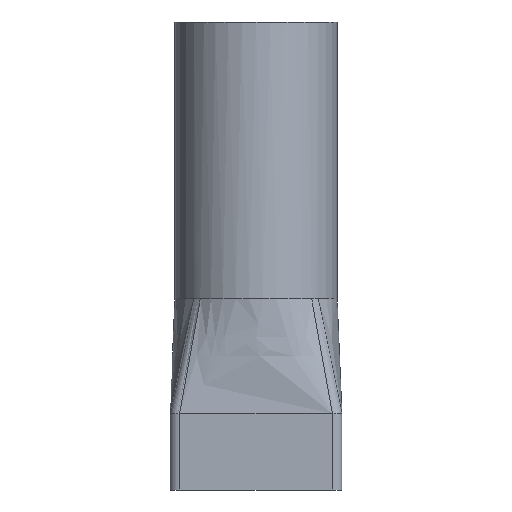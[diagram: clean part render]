
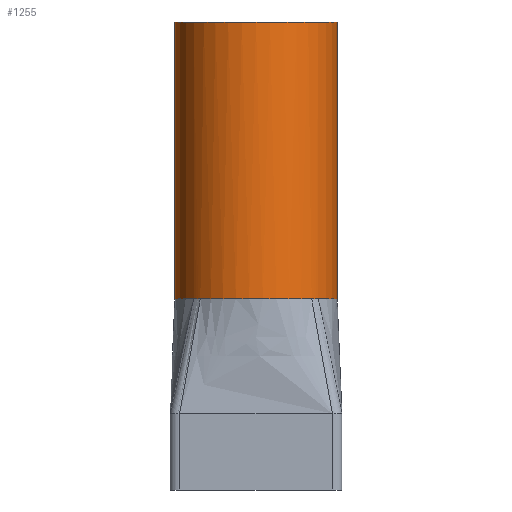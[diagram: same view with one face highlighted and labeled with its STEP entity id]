
A CAD part, front view. The second image highlights one B-rep face of the part: STEP entity #1255.
In plain terms, the highlighted cylindrical face has radius 8.5 mm (diameter 17 mm), a full revolution.
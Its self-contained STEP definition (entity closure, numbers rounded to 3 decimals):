
#537 = VERTEX_POINT('',#538);
#538 = CARTESIAN_POINT('',(-6.53,5.442,20.));
#543 = EDGE_CURVE('',#537,#544,#546,.T.);
#544 = VERTEX_POINT('',#545);
#545 = CARTESIAN_POINT('',(-6.53,-5.442,20.));
#546 = CIRCLE('',#547,8.5);
#547 = AXIS2_PLACEMENT_3D('',#548,#549,#550);
#548 = CARTESIAN_POINT('',(0.,0.,20.));
#549 = DIRECTION('',(0.,0.,1.));
#550 = DIRECTION('',(1.,0.,0.));
#581 = VERTEX_POINT('',#582);
#582 = CARTESIAN_POINT('',(-5.826,6.19,20.));
#587 = EDGE_CURVE('',#581,#537,#588,.T.);
#588 = CIRCLE('',#589,8.5);
#589 = AXIS2_PLACEMENT_3D('',#590,#591,#592);
#590 = CARTESIAN_POINT('',(0.,0.,20.));
#591 = DIRECTION('',(0.,0.,1.));
#592 = DIRECTION('',(1.,0.,0.));
#617 = VERTEX_POINT('',#618);
#618 = CARTESIAN_POINT('',(5.826,6.19,20.));
#623 = EDGE_CURVE('',#617,#581,#624,.T.);
#624 = CIRCLE('',#625,8.5);
#625 = AXIS2_PLACEMENT_3D('',#626,#627,#628);
#626 = CARTESIAN_POINT('',(0.,0.,20.));
#627 = DIRECTION('',(0.,0.,1.));
#628 = DIRECTION('',(1.,0.,0.));
#655 = VERTEX_POINT('',#656);
#656 = CARTESIAN_POINT('',(6.53,5.442,20.));
#661 = EDGE_CURVE('',#655,#617,#662,.T.);
#662 = CIRCLE('',#663,8.5);
#663 = AXIS2_PLACEMENT_3D('',#664,#665,#666);
#664 = CARTESIAN_POINT('',(0.,0.,20.));
#665 = DIRECTION('',(0.,0.,1.));
#666 = DIRECTION('',(1.,0.,0.));
#691 = VERTEX_POINT('',#692);
#692 = CARTESIAN_POINT('',(8.5,0.,20.));
#697 = EDGE_CURVE('',#691,#655,#698,.T.);
#698 = CIRCLE('',#699,8.5);
#699 = AXIS2_PLACEMENT_3D('',#700,#701,#702);
#700 = CARTESIAN_POINT('',(0.,0.,20.));
#701 = DIRECTION('',(0.,0.,1.));
#702 = DIRECTION('',(1.,0.,0.));
#725 = VERTEX_POINT('',#726);
#726 = CARTESIAN_POINT('',(6.53,-5.442,20.));
#731 = EDGE_CURVE('',#725,#691,#732,.T.);
#732 = CIRCLE('',#733,8.5);
#733 = AXIS2_PLACEMENT_3D('',#734,#735,#736);
#734 = CARTESIAN_POINT('',(0.,0.,20.));
#735 = DIRECTION('',(0.,0.,1.));
#736 = DIRECTION('',(1.,0.,0.));
#759 = VERTEX_POINT('',#760);
#760 = CARTESIAN_POINT('',(5.826,-6.19,20.));
#765 = EDGE_CURVE('',#759,#725,#766,.T.);
#766 = CIRCLE('',#767,8.5);
#767 = AXIS2_PLACEMENT_3D('',#768,#769,#770);
#768 = CARTESIAN_POINT('',(0.,0.,20.));
#769 = DIRECTION('',(0.,0.,1.));
#770 = DIRECTION('',(1.,0.,0.));
#795 = VERTEX_POINT('',#796);
#796 = CARTESIAN_POINT('',(-5.826,-6.19,20.));
#801 = EDGE_CURVE('',#795,#759,#802,.T.);
#802 = CIRCLE('',#803,8.5);
#803 = AXIS2_PLACEMENT_3D('',#804,#805,#806);
#804 = CARTESIAN_POINT('',(0.,0.,20.));
#805 = DIRECTION('',(0.,0.,1.));
#806 = DIRECTION('',(1.,0.,0.));
#833 = EDGE_CURVE('',#544,#795,#834,.T.);
#834 = CIRCLE('',#835,8.5);
#835 = AXIS2_PLACEMENT_3D('',#836,#837,#838);
#836 = CARTESIAN_POINT('',(0.,0.,20.));
#837 = DIRECTION('',(0.,0.,1.));
#838 = DIRECTION('',(1.,0.,0.));
#1255 = ADVANCED_FACE('',(#1256),#1283,.T.);
#1256 = FACE_BOUND('',#1257,.F.);
#1257 = EDGE_LOOP('',(#1258,#1259,#1267,#1274,#1275,#1276,#1277,#1278,
    #1279,#1280,#1281,#1282));
#1258 = ORIENTED_EDGE('',*,*,#697,.F.);
#1259 = ORIENTED_EDGE('',*,*,#1260,.T.);
#1260 = EDGE_CURVE('',#691,#1261,#1263,.T.);
#1261 = VERTEX_POINT('',#1262);
#1262 = CARTESIAN_POINT('',(8.5,0.,49.));
#1263 = LINE('',#1264,#1265);
#1264 = CARTESIAN_POINT('',(8.5,0.,20.));
#1265 = VECTOR('',#1266,1.);
#1266 = DIRECTION('',(0.,0.,1.));
#1267 = ORIENTED_EDGE('',*,*,#1268,.T.);
#1268 = EDGE_CURVE('',#1261,#1261,#1269,.T.);
#1269 = CIRCLE('',#1270,8.5);
#1270 = AXIS2_PLACEMENT_3D('',#1271,#1272,#1273);
#1271 = CARTESIAN_POINT('',(0.,0.,49.));
#1272 = DIRECTION('',(0.,0.,1.));
#1273 = DIRECTION('',(1.,0.,0.));
#1274 = ORIENTED_EDGE('',*,*,#1260,.F.);
#1275 = ORIENTED_EDGE('',*,*,#731,.F.);
#1276 = ORIENTED_EDGE('',*,*,#765,.F.);
#1277 = ORIENTED_EDGE('',*,*,#801,.F.);
#1278 = ORIENTED_EDGE('',*,*,#833,.F.);
#1279 = ORIENTED_EDGE('',*,*,#543,.F.);
#1280 = ORIENTED_EDGE('',*,*,#587,.F.);
#1281 = ORIENTED_EDGE('',*,*,#623,.F.);
#1282 = ORIENTED_EDGE('',*,*,#661,.F.);
#1283 = CYLINDRICAL_SURFACE('',#1284,8.5);
#1284 = AXIS2_PLACEMENT_3D('',#1285,#1286,#1287);
#1285 = CARTESIAN_POINT('',(0.,0.,20.));
#1286 = DIRECTION('',(-0.,-0.,-1.));
#1287 = DIRECTION('',(1.,0.,0.));
